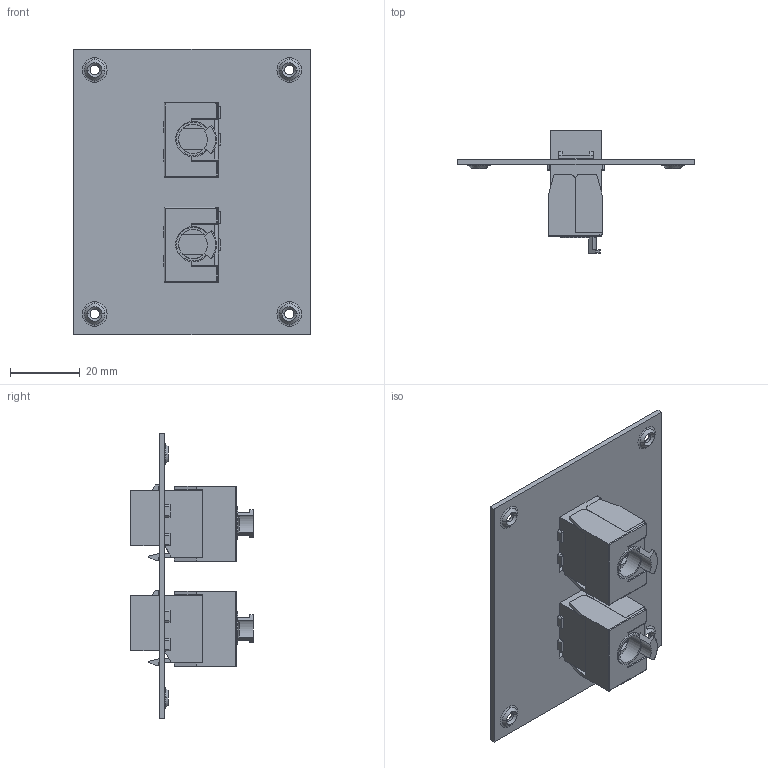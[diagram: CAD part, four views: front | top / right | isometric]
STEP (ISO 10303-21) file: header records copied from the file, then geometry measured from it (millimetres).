
FILE_DESCRIPTION (( 'STEP AP214' ), '1' );
FILE_NAME ('USP2MK-SC6-POE.STEP', '2018-07-02T13:16:37', ( '' ), ( '' ), 'SwSTEP 2.0', 'SolidWorks 2017', '' );
FILE_SCHEMA (( 'AUTOMOTIVE_DESIGN' ));
Length unit declared in the file: inch
Products named in the file (7): QKDABLC-MA2; 1AR03-003; USP2MK-SC6-POE; RJTLC6S-POE; QKDABLC-MA1; QKDABLC-MA3_CAT 6; QKDABLC-MA4
Assembly tree (7 placements, depth 3):
  USP2MK-SC6-POE
    1AR03-003
    RJTLC6S-POE  x2
      QKDABLC-MA3_CAT 6
      QKDABLC-MA1
      QKDABLC-MA2
      QKDABLC-MA4
Bounding box: 68.07 x 35.23 x 82.04 mm (x, y, z)
Volume: 21193.1 mm3; surface area: 26123.4 mm2
Topology: 9 solids, 9 shells, 902 faces, 2512 edges, 1652 vertices
Faces by surface type: plane 578, cylinder 236, bspline 32, torus 30, cone 26
Entity records: 19220 total; most frequent: CARTESIAN_POINT 3985, ORIENTED_EDGE 2684, DIRECTION 2480, EDGE_CURVE 1342, VECTOR 942, LINE 942, VERTEX_POINT 882, AXIS2_PLACEMENT_3D 769
